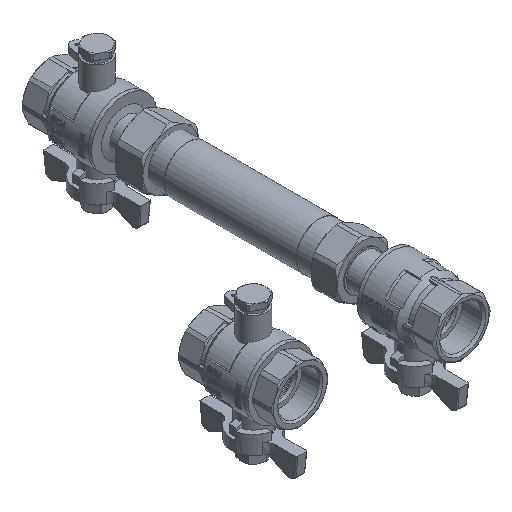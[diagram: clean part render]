
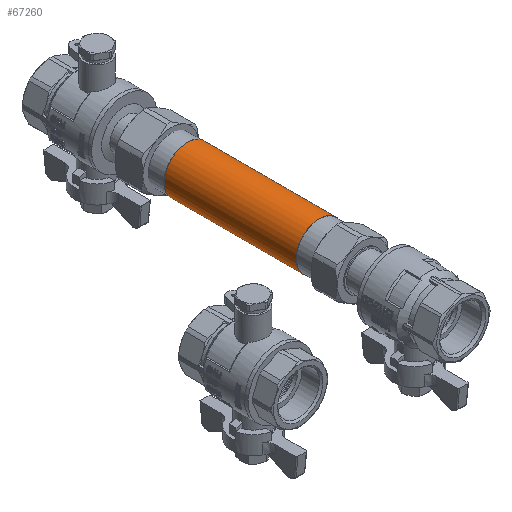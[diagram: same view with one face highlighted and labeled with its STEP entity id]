
A CAD part, isometric view. The second image highlights one B-rep face of the part: STEP entity #67260.
In plain terms, the highlighted cylindrical face has radius 13.45 mm (diameter 26.9 mm), a full revolution.
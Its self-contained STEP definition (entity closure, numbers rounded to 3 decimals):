
#15320=ORIENTED_EDGE('',*,*,#34274,.T.);
#15321=ORIENTED_EDGE('',*,*,#34275,.F.);
#34274=EDGE_CURVE('',#43751,#43751,#50159,.T.);
#34275=EDGE_CURVE('',#43752,#43752,#50160,.T.);
#43751=VERTEX_POINT('',#101316);
#43752=VERTEX_POINT('',#101318);
#50159=CIRCLE('',#70957,13.45);
#50160=CIRCLE('',#70958,13.45);
#51476=EDGE_LOOP('',(#15320));
#51477=EDGE_LOOP('',(#15321));
#55484=FACE_BOUND('',#51476,.T.);
#55485=FACE_BOUND('',#51477,.T.);
#59495=CYLINDRICAL_SURFACE('',#70956,13.45);
#67260=ADVANCED_FACE('',(#55484,#55485),#59495,.T.);
#70956=AXIS2_PLACEMENT_3D('',#101314,#79832,#79833);
#70957=AXIS2_PLACEMENT_3D('',#101315,#79834,#79835);
#70958=AXIS2_PLACEMENT_3D('',#101317,#79836,#79837);
#79832=DIRECTION('',(0.,1.,0.));
#79833=DIRECTION('',(0.,0.,1.));
#79834=DIRECTION('',(0.,1.,0.));
#79835=DIRECTION('',(1.,0.,0.));
#79836=DIRECTION('',(0.,1.,0.));
#79837=DIRECTION('',(0.,0.,-1.));
#101314=CARTESIAN_POINT('',(0.,-55.,0.));
#101315=CARTESIAN_POINT('',(0.,-38.,0.));
#101316=CARTESIAN_POINT('',(13.45,-38.,0.));
#101317=CARTESIAN_POINT('',(0.,38.,0.));
#101318=CARTESIAN_POINT('',(0.,38.,-13.45));
